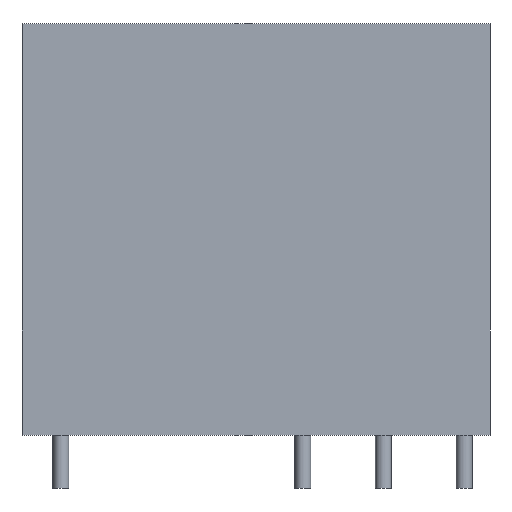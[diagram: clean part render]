
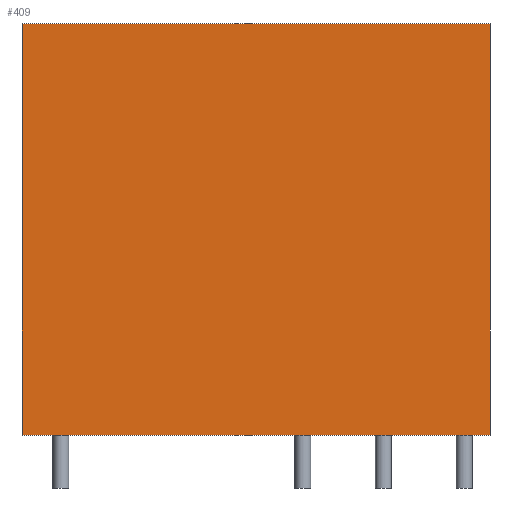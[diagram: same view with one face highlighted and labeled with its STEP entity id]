
A CAD part, front view. The second image highlights one B-rep face of the part: STEP entity #409.
In plain terms, the highlighted planar face has unit normal (0, -1, 0).
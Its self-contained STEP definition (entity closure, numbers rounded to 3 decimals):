
#1 = CARTESIAN_POINT ( 'NONE',  ( 14.5, -6.3, 25.5 ) ) ;
#8 = VECTOR ( 'NONE', #775, 1000. ) ;
#36 = CARTESIAN_POINT ( 'NONE',  ( -14.5, -6.3, 25.5 ) ) ;
#59 = LINE ( 'NONE', #356, #164 ) ;
#113 = FACE_OUTER_BOUND ( 'NONE', #806, .T. ) ;
#119 = CARTESIAN_POINT ( 'NONE',  ( -14.5, -6.3, 25.5 ) ) ;
#122 = PLANE ( 'NONE',  #247 ) ;
#133 = CARTESIAN_POINT ( 'NONE',  ( -14.5, -6.3, 0. ) ) ;
#164 = VECTOR ( 'NONE', #353, 1000. ) ;
#168 = ORIENTED_EDGE ( 'NONE', *, *, #768, .T. ) ;
#199 = DIRECTION ( 'NONE',  ( 1., 0., 0. ) ) ;
#247 = AXIS2_PLACEMENT_3D ( 'NONE', #511, #581, #576 ) ;
#250 = LINE ( 'NONE', #119, #8 ) ;
#253 = VERTEX_POINT ( 'NONE', #36 ) ;
#271 = VECTOR ( 'NONE', #797, 1000. ) ;
#302 = EDGE_CURVE ( 'NONE', #425, #373, #560, .T. ) ;
#353 = DIRECTION ( 'NONE',  ( 0., 0., -1. ) ) ;
#356 = CARTESIAN_POINT ( 'NONE',  ( -14.5, -6.3, 25.5 ) ) ;
#373 = VERTEX_POINT ( 'NONE', #414 ) ;
#398 = ORIENTED_EDGE ( 'NONE', *, *, #640, .F. ) ;
#409 = ADVANCED_FACE ( 'NONE', ( #113 ), #122, .F. ) ;
#414 = CARTESIAN_POINT ( 'NONE',  ( 14.5, -6.3, 0. ) ) ;
#425 = VERTEX_POINT ( 'NONE', #133 ) ;
#441 = EDGE_CURVE ( 'NONE', #253, #796, #250, .T. ) ;
#457 = CARTESIAN_POINT ( 'NONE',  ( 14.5, -6.3, 25.5 ) ) ;
#511 = CARTESIAN_POINT ( 'NONE',  ( -14.5, -6.3, 25.5 ) ) ;
#560 = LINE ( 'NONE', #913, #802 ) ;
#576 = DIRECTION ( 'NONE',  ( 0., 0., 1. ) ) ;
#581 = DIRECTION ( 'NONE',  ( 0., 1., 0. ) ) ;
#640 = EDGE_CURVE ( 'NONE', #796, #373, #856, .T. ) ;
#668 = ORIENTED_EDGE ( 'NONE', *, *, #441, .F. ) ;
#759 = ORIENTED_EDGE ( 'NONE', *, *, #302, .T. ) ;
#768 = EDGE_CURVE ( 'NONE', #253, #425, #59, .T. ) ;
#775 = DIRECTION ( 'NONE',  ( 1., 0., 0. ) ) ;
#796 = VERTEX_POINT ( 'NONE', #457 ) ;
#797 = DIRECTION ( 'NONE',  ( 0., 0., -1. ) ) ;
#802 = VECTOR ( 'NONE', #199, 1000. ) ;
#806 = EDGE_LOOP ( 'NONE', ( #759, #398, #668, #168 ) ) ;
#856 = LINE ( 'NONE', #1, #271 ) ;
#913 = CARTESIAN_POINT ( 'NONE',  ( -14.5, -6.3, 0. ) ) ;
